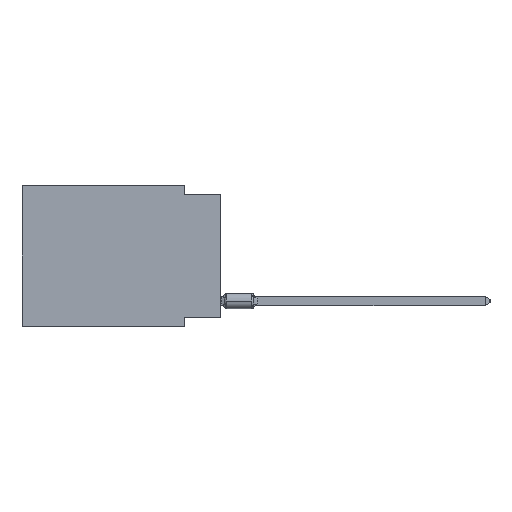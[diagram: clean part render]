
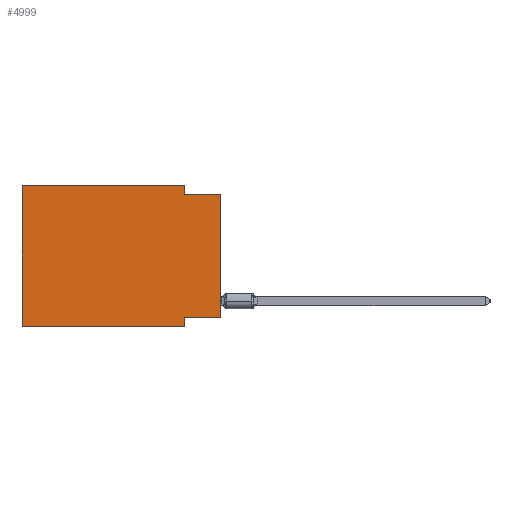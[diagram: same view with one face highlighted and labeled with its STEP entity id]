
A CAD part, left-side view. The second image highlights one B-rep face of the part: STEP entity #4999.
In plain terms, the highlighted planar face has unit normal (-1, 0, 0).
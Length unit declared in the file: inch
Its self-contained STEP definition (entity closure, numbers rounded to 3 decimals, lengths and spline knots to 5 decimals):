
#95 = DIRECTION ( 'NONE',  ( 0., -1., 0. ) ) ;
#221 = VECTOR ( 'NONE', #967, 39.37008 ) ;
#713 = LINE ( 'NONE', #16369, #221 ) ;
#967 = DIRECTION ( 'NONE',  ( 0., 0., -1. ) ) ;
#1184 = DIRECTION ( 'NONE',  ( 0., 0., -1. ) ) ;
#1607 = ORIENTED_EDGE ( 'NONE', *, *, #14937, .F. ) ;
#1826 = DIRECTION ( 'NONE',  ( 0., 0., 1. ) ) ;
#2248 = VERTEX_POINT ( 'NONE', #11109 ) ;
#2508 = VERTEX_POINT ( 'NONE', #8113 ) ;
#2581 = ORIENTED_EDGE ( 'NONE', *, *, #13006, .F. ) ;
#3134 = DIRECTION ( 'NONE',  ( 0., -1., 0. ) ) ;
#3600 = DIRECTION ( 'NONE',  ( 1., 0., 0. ) ) ;
#3671 = LINE ( 'NONE', #11613, #9554 ) ;
#4203 = EDGE_CURVE ( 'NONE', #7035, #7598, #13725, .T. ) ;
#4289 = VECTOR ( 'NONE', #12375, 39.37008 ) ;
#4314 = EDGE_LOOP ( 'NONE', ( #15019, #11060, #2581, #8396, #14475, #15952, #1607, #10253 ) ) ;
#4334 = LINE ( 'NONE', #9564, #5326 ) ;
#4711 = FACE_OUTER_BOUND ( 'NONE', #4314, .T. ) ;
#4877 = CARTESIAN_POINT ( 'NONE',  ( 0., 0.55, 0. ) ) ;
#4999 = ADVANCED_FACE ( 'NONE', ( #4711 ), #7833, .F. ) ;
#5166 = CARTESIAN_POINT ( 'NONE',  ( 0., 0., -0.025 ) ) ;
#5326 = VECTOR ( 'NONE', #3134, 39.37008 ) ;
#5382 = VECTOR ( 'NONE', #1184, 39.37008 ) ;
#5720 = EDGE_CURVE ( 'NONE', #7133, #7598, #4334, .T. ) ;
#6049 = CARTESIAN_POINT ( 'NONE',  ( 0., 0., -0.365 ) ) ;
#7035 = VERTEX_POINT ( 'NONE', #9729 ) ;
#7133 = VERTEX_POINT ( 'NONE', #7665 ) ;
#7135 = AXIS2_PLACEMENT_3D ( 'NONE', #4877, #3600, #10186 ) ;
#7598 = VERTEX_POINT ( 'NONE', #5166 ) ;
#7600 = DIRECTION ( 'NONE',  ( 0., -1., 0. ) ) ;
#7665 = CARTESIAN_POINT ( 'NONE',  ( 0., 0.1, -0.025 ) ) ;
#7833 = PLANE ( 'NONE',  #7135 ) ;
#7941 = CARTESIAN_POINT ( 'NONE',  ( 0., 0.1, 0. ) ) ;
#8051 = VERTEX_POINT ( 'NONE', #16137 ) ;
#8113 = CARTESIAN_POINT ( 'NONE',  ( 0., 0.55, -0.39 ) ) ;
#8363 = CARTESIAN_POINT ( 'NONE',  ( 0., 0.55, 0. ) ) ;
#8396 = ORIENTED_EDGE ( 'NONE', *, *, #15882, .F. ) ;
#9360 = VECTOR ( 'NONE', #15172, 39.37008 ) ;
#9538 = CARTESIAN_POINT ( 'NONE',  ( 0., 0.55, 0. ) ) ;
#9554 = VECTOR ( 'NONE', #7600, 39.37008 ) ;
#9564 = CARTESIAN_POINT ( 'NONE',  ( 0., 0., -0.025 ) ) ;
#9580 = VERTEX_POINT ( 'NONE', #8363 ) ;
#9721 = CARTESIAN_POINT ( 'NONE',  ( 0., 0., 0. ) ) ;
#9729 = CARTESIAN_POINT ( 'NONE',  ( 0., 0., -0.365 ) ) ;
#10186 = DIRECTION ( 'NONE',  ( 0., 0., -1. ) ) ;
#10253 = ORIENTED_EDGE ( 'NONE', *, *, #13261, .F. ) ;
#10373 = LINE ( 'NONE', #13014, #12541 ) ;
#10572 = EDGE_CURVE ( 'NONE', #2508, #14973, #10373, .T. ) ;
#11060 = ORIENTED_EDGE ( 'NONE', *, *, #5720, .F. ) ;
#11109 = CARTESIAN_POINT ( 'NONE',  ( 0., 0.1, 0. ) ) ;
#11552 = EDGE_CURVE ( 'NONE', #2508, #9580, #16265, .T. ) ;
#11613 = CARTESIAN_POINT ( 'NONE',  ( 0., 0.55, 0. ) ) ;
#11694 = LINE ( 'NONE', #7941, #5382 ) ;
#12375 = DIRECTION ( 'NONE',  ( 0., 1., 0. ) ) ;
#12541 = VECTOR ( 'NONE', #95, 39.37008 ) ;
#12547 = LINE ( 'NONE', #6049, #4289 ) ;
#13006 = EDGE_CURVE ( 'NONE', #2248, #7133, #11694, .T. ) ;
#13014 = CARTESIAN_POINT ( 'NONE',  ( 0., 0.55, -0.39 ) ) ;
#13261 = EDGE_CURVE ( 'NONE', #7035, #8051, #12547, .T. ) ;
#13380 = VECTOR ( 'NONE', #1826, 39.37008 ) ;
#13725 = LINE ( 'NONE', #9721, #9360 ) ;
#14475 = ORIENTED_EDGE ( 'NONE', *, *, #11552, .F. ) ;
#14937 = EDGE_CURVE ( 'NONE', #8051, #14973, #713, .T. ) ;
#14973 = VERTEX_POINT ( 'NONE', #15088 ) ;
#15019 = ORIENTED_EDGE ( 'NONE', *, *, #4203, .T. ) ;
#15088 = CARTESIAN_POINT ( 'NONE',  ( 0., 0.1, -0.39 ) ) ;
#15172 = DIRECTION ( 'NONE',  ( 0., 0., 1. ) ) ;
#15882 = EDGE_CURVE ( 'NONE', #9580, #2248, #3671, .T. ) ;
#15952 = ORIENTED_EDGE ( 'NONE', *, *, #10572, .T. ) ;
#16137 = CARTESIAN_POINT ( 'NONE',  ( 0., 0.1, -0.365 ) ) ;
#16265 = LINE ( 'NONE', #9538, #13380 ) ;
#16369 = CARTESIAN_POINT ( 'NONE',  ( 0., 0.1, -0.39 ) ) ;
